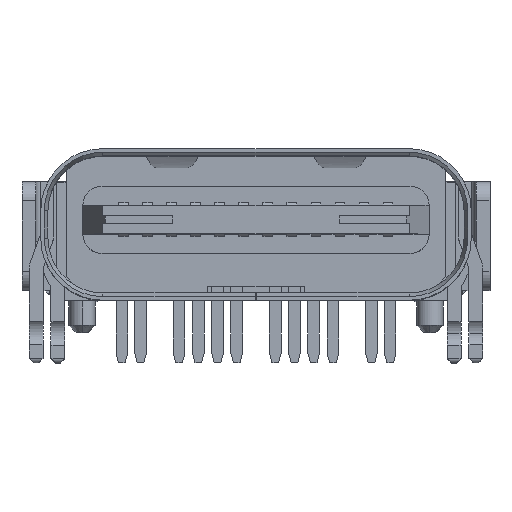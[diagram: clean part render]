
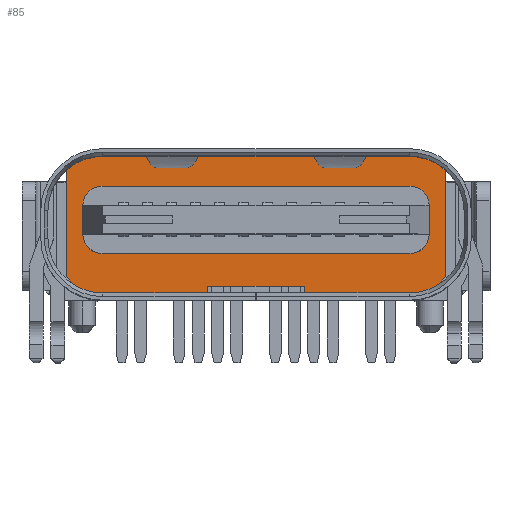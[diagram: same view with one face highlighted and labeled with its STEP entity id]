
A CAD part, top view. The second image highlights one B-rep face of the part: STEP entity #85.
In plain terms, the highlighted planar face has unit normal (0, 0, 1).
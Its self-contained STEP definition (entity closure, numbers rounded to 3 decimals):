
#85=ADVANCED_FACE('NONE',(#926,#927),#928,.F.);
#926=FACE_OUTER_BOUND('',#2555,.T.);
#927=FACE_BOUND('',#2556,.T.);
#928=PLANE('',#2557);
#2555=EDGE_LOOP('',(#4486,#4487,#4488,#4489,#4490,#4491,#4492,#4493,#4494,#4495,#4496,#4497,#4498,#4499));
#2556=EDGE_LOOP('',(#4500,#4501,#4502,#4503,#4504,#4505,#4506,#4507));
#2557=AXIS2_PLACEMENT_3D('',#4508,#4509,#4510);
#4486=ORIENTED_EDGE('',*,*,#11446,.T.);
#4487=ORIENTED_EDGE('',*,*,#11447,.T.);
#4488=ORIENTED_EDGE('',*,*,#11448,.T.);
#4489=ORIENTED_EDGE('',*,*,#11449,.T.);
#4490=ORIENTED_EDGE('',*,*,#11450,.T.);
#4491=ORIENTED_EDGE('',*,*,#11451,.T.);
#4492=ORIENTED_EDGE('',*,*,#11452,.F.);
#4493=ORIENTED_EDGE('',*,*,#11453,.F.);
#4494=ORIENTED_EDGE('',*,*,#11454,.T.);
#4495=ORIENTED_EDGE('',*,*,#11455,.F.);
#4496=ORIENTED_EDGE('',*,*,#11456,.T.);
#4497=ORIENTED_EDGE('',*,*,#11457,.T.);
#4498=ORIENTED_EDGE('',*,*,#11458,.F.);
#4499=ORIENTED_EDGE('',*,*,#11459,.T.);
#4500=ORIENTED_EDGE('',*,*,#11460,.F.);
#4501=ORIENTED_EDGE('',*,*,#11461,.F.);
#4502=ORIENTED_EDGE('',*,*,#11462,.F.);
#4503=ORIENTED_EDGE('',*,*,#11463,.F.);
#4504=ORIENTED_EDGE('',*,*,#11464,.F.);
#4505=ORIENTED_EDGE('',*,*,#11465,.F.);
#4506=ORIENTED_EDGE('',*,*,#11466,.F.);
#4507=ORIENTED_EDGE('',*,*,#11467,.F.);
#4508=CARTESIAN_POINT('',(3.475,0.3,3.017));
#4509=DIRECTION('',(0.0,0.0,-1.0));
#4510=DIRECTION('',(0.0,-1.0,0.0));
#11446=EDGE_CURVE('NONE',#14043,#14044,#14045,.T.);
#11447=EDGE_CURVE('NONE',#14044,#14046,#14047,.T.);
#11448=EDGE_CURVE('NONE',#14046,#14048,#14049,.T.);
#11449=EDGE_CURVE('NONE',#14048,#14050,#14051,.T.);
#11450=EDGE_CURVE('NONE',#14050,#14052,#14053,.T.);
#11451=EDGE_CURVE('NONE',#14052,#14054,#14055,.T.);
#11452=EDGE_CURVE('NONE',#14056,#14054,#14057,.T.);
#11453=EDGE_CURVE('NONE',#14058,#14056,#14059,.T.);
#11454=EDGE_CURVE('NONE',#14058,#14060,#14061,.T.);
#11455=EDGE_CURVE('NONE',#14062,#14060,#14063,.T.);
#11456=EDGE_CURVE('NONE',#14062,#14064,#14065,.T.);
#11457=EDGE_CURVE('NONE',#14064,#14066,#14067,.T.);
#11458=EDGE_CURVE('NONE',#14068,#14066,#14069,.T.);
#11459=EDGE_CURVE('NONE',#14068,#14043,#14070,.T.);
#11460=EDGE_CURVE('NONE',#14071,#14072,#14073,.T.);
#11461=EDGE_CURVE('NONE',#14074,#14071,#14075,.T.);
#11462=EDGE_CURVE('NONE',#14076,#14074,#14077,.T.);
#11463=EDGE_CURVE('NONE',#14078,#14076,#14079,.T.);
#11464=EDGE_CURVE('NONE',#14080,#14078,#14081,.T.);
#11465=EDGE_CURVE('NONE',#14082,#14080,#14083,.T.);
#11466=EDGE_CURVE('NONE',#14084,#14082,#14085,.T.);
#11467=EDGE_CURVE('NONE',#14072,#14084,#14086,.T.);
#14043=VERTEX_POINT('NONE',#18153);
#14044=VERTEX_POINT('NONE',#18154);
#14045=LINE('',#18155,#18156);
#14046=VERTEX_POINT('NONE',#18157);
#14047=CIRCLE('',#18158,1.14);
#14048=VERTEX_POINT('NONE',#18159);
#14049=LINE('',#18160,#18161);
#14050=VERTEX_POINT('NONE',#18162);
#14051=LINE('',#18163,#18164);
#14052=VERTEX_POINT('NONE',#18165);
#14053=CIRCLE('',#18166,1.14);
#14054=VERTEX_POINT('NONE',#18167);
#14055=LINE('',#18168,#18169);
#14056=VERTEX_POINT('NONE',#18170);
#14057=LINE('',#18171,#18172);
#14058=VERTEX_POINT('NONE',#18173);
#14059=LINE('',#18174,#18175);
#14060=VERTEX_POINT('NONE',#18176);
#14061=LINE('',#18177,#18178);
#14062=VERTEX_POINT('NONE',#18179);
#14063=LINE('',#18180,#18181);
#14064=VERTEX_POINT('NONE',#18182);
#14065=CIRCLE('',#18183,1.14);
#14066=VERTEX_POINT('NONE',#18184);
#14067=LINE('',#18185,#18186);
#14068=VERTEX_POINT('NONE',#18187);
#14069=LINE('',#18188,#18189);
#14070=CIRCLE('',#18190,1.14);
#14071=VERTEX_POINT('NONE',#18191);
#14072=VERTEX_POINT('NONE',#18192);
#14073=CIRCLE('',#18193,0.4);
#14074=VERTEX_POINT('NONE',#18194);
#14075=LINE('',#18195,#18196);
#14076=VERTEX_POINT('NONE',#18197);
#14077=CIRCLE('',#18198,0.4);
#14078=VERTEX_POINT('NONE',#18199);
#14079=LINE('',#18200,#18201);
#14080=VERTEX_POINT('NONE',#18202);
#14081=CIRCLE('',#18203,0.4);
#14082=VERTEX_POINT('NONE',#18204);
#14083=LINE('',#18205,#18206);
#14084=VERTEX_POINT('NONE',#18207);
#14085=CIRCLE('',#18208,0.4);
#14086=LINE('',#18209,#18210);
#18153=CARTESIAN_POINT('',(7.66,3.0,3.017));
#18154=CARTESIAN_POINT('',(1.29,3.0,3.017));
#18155=CARTESIAN_POINT('',(3.475,3.0,3.017));
#18156=VECTOR('',#24302,1000.0);
#18157=CARTESIAN_POINT('',(0.527,2.707,3.017));
#18158=AXIS2_PLACEMENT_3D('',#24303,#24304,#24305);
#18159=CARTESIAN_POINT('',(0.527,0.5,3.017));
#18160=CARTESIAN_POINT('',(0.527,6.026,3.017));
#18161=VECTOR('',#24306,1000.0);
#18162=CARTESIAN_POINT('',(0.73,0.297,3.017));
#18163=CARTESIAN_POINT('',(-2.236,3.263,3.017));
#18164=VECTOR('',#24307,1000.0);
#18165=CARTESIAN_POINT('',(1.29,0.15,3.017));
#18166=AXIS2_PLACEMENT_3D('',#24308,#24309,#24310);
#18167=CARTESIAN_POINT('',(3.475,0.15,3.017));
#18168=CARTESIAN_POINT('',(1.29,0.15,3.017));
#18169=VECTOR('',#24311,1000.0);
#18170=CARTESIAN_POINT('',(3.475,0.3,3.017));
#18171=CARTESIAN_POINT('',(3.475,6.026,3.017));
#18172=VECTOR('',#24312,1000.0);
#18173=CARTESIAN_POINT('',(5.475,0.3,3.017));
#18174=CARTESIAN_POINT('',(3.475,0.3,3.017));
#18175=VECTOR('',#24313,1000.0);
#18176=CARTESIAN_POINT('',(5.475,0.15,3.017));
#18177=CARTESIAN_POINT('',(5.475,6.026,3.017));
#18178=VECTOR('',#24314,1000.0);
#18179=CARTESIAN_POINT('',(7.66,0.15,3.017));
#18180=CARTESIAN_POINT('',(7.66,0.15,3.017));
#18181=VECTOR('',#24315,1000.0);
#18182=CARTESIAN_POINT('',(8.22,0.297,3.017));
#18183=AXIS2_PLACEMENT_3D('',#24316,#24317,#24318);
#18184=CARTESIAN_POINT('',(8.423,0.5,3.017));
#18185=CARTESIAN_POINT('',(11.186,3.263,3.017));
#18186=VECTOR('',#24319,1000.0);
#18187=CARTESIAN_POINT('',(8.423,2.707,3.017));
#18188=CARTESIAN_POINT('',(8.423,6.026,3.017));
#18189=VECTOR('',#24320,1000.0);
#18190=AXIS2_PLACEMENT_3D('',#24321,#24322,#24323);
#18191=CARTESIAN_POINT('',(7.675,0.98,3.017));
#18192=CARTESIAN_POINT('',(8.075,1.38,3.017));
#18193=AXIS2_PLACEMENT_3D('',#24324,#24325,#24326);
#18194=CARTESIAN_POINT('',(1.275,0.98,3.017));
#18195=CARTESIAN_POINT('',(1.275,0.98,3.017));
#18196=VECTOR('',#24327,1000.0);
#18197=CARTESIAN_POINT('',(0.875,1.38,3.017));
#18198=AXIS2_PLACEMENT_3D('',#24328,#24329,#24330);
#18199=CARTESIAN_POINT('',(0.875,1.98,3.017));
#18200=CARTESIAN_POINT('',(0.875,1.98,3.017));
#18201=VECTOR('',#24331,1000.0);
#18202=CARTESIAN_POINT('',(1.275,2.38,3.017));
#18203=AXIS2_PLACEMENT_3D('',#24332,#24333,#24334);
#18204=CARTESIAN_POINT('',(7.675,2.38,3.017));
#18205=CARTESIAN_POINT('',(1.275,2.38,3.017));
#18206=VECTOR('',#24335,1000.0);
#18207=CARTESIAN_POINT('',(8.075,1.98,3.017));
#18208=AXIS2_PLACEMENT_3D('',#24336,#24337,#24338);
#18209=CARTESIAN_POINT('',(8.075,1.98,3.017));
#18210=VECTOR('',#24339,1000.0);
#24302=DIRECTION('',(-1.0,-0.0,-0.0));
#24303=CARTESIAN_POINT('',(1.29,1.86,3.017));
#24304=DIRECTION('',(-0.0,0.0,1.0));
#24305=DIRECTION('',(1.0,0.0,0.0));
#24306=DIRECTION('',(0.0,-1.0,0.0));
#24307=DIRECTION('',(0.707,-0.707,0.0));
#24308=CARTESIAN_POINT('',(1.29,1.29,3.017));
#24309=DIRECTION('',(-0.0,0.0,1.0));
#24310=DIRECTION('',(1.0,0.0,0.0));
#24311=DIRECTION('',(1.0,0.,0.0));
#24312=DIRECTION('',(0.0,-1.0,0.0));
#24313=DIRECTION('',(-1.0,-0.0,-0.0));
#24314=DIRECTION('',(0.0,-1.0,0.0));
#24315=DIRECTION('',(-1.0,0.0,0.0));
#24316=CARTESIAN_POINT('',(7.66,1.29,3.017));
#24317=DIRECTION('',(0.0,-0.0,1.0));
#24318=DIRECTION('',(1.0,0.0,0.0));
#24319=DIRECTION('',(0.707,0.707,-0.0));
#24320=DIRECTION('',(0.0,-1.0,0.0));
#24321=CARTESIAN_POINT('',(7.66,1.86,3.017));
#24322=DIRECTION('',(0.0,0.0,1.0));
#24323=DIRECTION('',(1.0,0.0,0.0));
#24324=CARTESIAN_POINT('',(7.675,1.38,3.017));
#24325=DIRECTION('',(0.0,0.0,1.0));
#24326=DIRECTION('',(-1.0,0.0,0.0));
#24327=DIRECTION('',(1.0,0.0,0.0));
#24328=CARTESIAN_POINT('',(1.275,1.38,3.017));
#24329=DIRECTION('',(0.0,0.0,1.0));
#24330=DIRECTION('',(-1.0,0.0,0.0));
#24331=DIRECTION('',(0.,-1.0,0.0));
#24332=CARTESIAN_POINT('',(1.275,1.98,3.017));
#24333=DIRECTION('',(0.0,0.0,1.0));
#24334=DIRECTION('',(1.0,0.0,0.0));
#24335=DIRECTION('',(-1.0,0.,-0.0));
#24336=CARTESIAN_POINT('',(7.675,1.98,3.017));
#24337=DIRECTION('',(0.0,0.0,1.0));
#24338=DIRECTION('',(-1.0,0.0,0.0));
#24339=DIRECTION('',(-0.0,1.0,-0.0));
